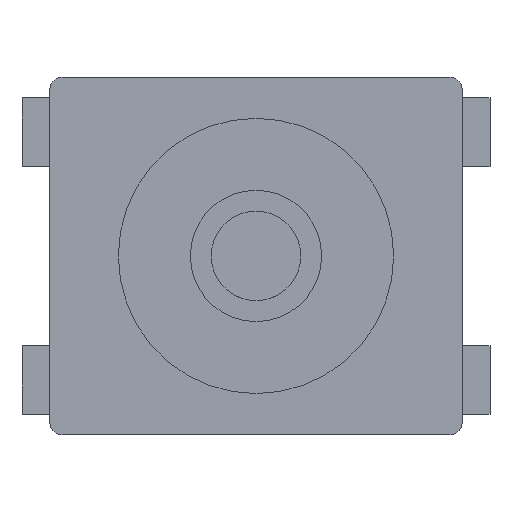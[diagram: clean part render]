
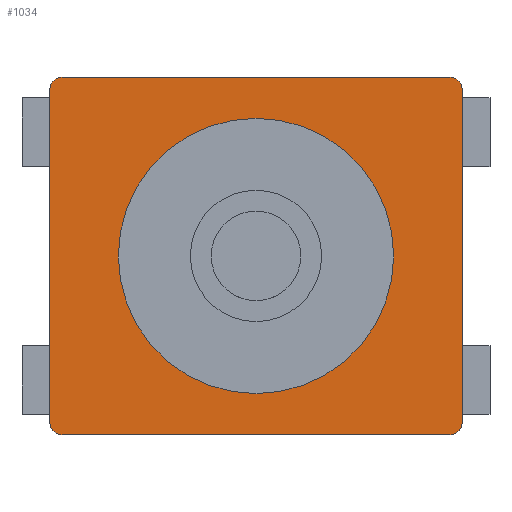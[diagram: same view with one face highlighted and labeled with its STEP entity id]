
A CAD part, top view. The second image highlights one B-rep face of the part: STEP entity #1034.
In plain terms, the highlighted planar face has unit normal (0, 0, 1).
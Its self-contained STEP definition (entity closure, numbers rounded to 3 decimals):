
#2 = VERTEX_POINT ( 'NONE', #2322 ) ;
#14 = CARTESIAN_POINT ( 'NONE',  ( 1., 0., 0.48 ) ) ;
#46 = VERTEX_POINT ( 'NONE', #1399 ) ;
#63 = AXIS2_PLACEMENT_3D ( 'NONE', #77, #998, #972 ) ;
#77 = CARTESIAN_POINT ( 'NONE',  ( 1.4, 1.2, 0.48 ) ) ;
#94 = CARTESIAN_POINT ( 'NONE',  ( -1., 0., 0.48 ) ) ;
#98 = DIRECTION ( 'NONE',  ( 1., 0., 0. ) ) ;
#101 = VECTOR ( 'NONE', #1169, 1000. ) ;
#141 = VERTEX_POINT ( 'NONE', #1483 ) ;
#189 = VERTEX_POINT ( 'NONE', #1678 ) ;
#193 = EDGE_CURVE ( 'NONE', #46, #764, #2292, .T. ) ;
#200 = CARTESIAN_POINT ( 'NONE',  ( -1.4, 1.2, 0.48 ) ) ;
#205 = PLANE ( 'NONE',  #1051 ) ;
#209 = VERTEX_POINT ( 'NONE', #14 ) ;
#233 = LINE ( 'NONE', #742, #1700 ) ;
#268 = EDGE_CURVE ( 'NONE', #2, #572, #2207, .T. ) ;
#304 = CARTESIAN_POINT ( 'NONE',  ( -1.4, -1.2, 0.48 ) ) ;
#310 = EDGE_CURVE ( 'NONE', #141, #1171, #1439, .T. ) ;
#329 = VECTOR ( 'NONE', #919, 1000. ) ;
#353 = LINE ( 'NONE', #2174, #329 ) ;
#366 = AXIS2_PLACEMENT_3D ( 'NONE', #2256, #1144, #1545 ) ;
#440 = DIRECTION ( 'NONE',  ( 0., 0., 1. ) ) ;
#498 = ORIENTED_EDGE ( 'NONE', *, *, #954, .F. ) ;
#557 = DIRECTION ( 'NONE',  ( 1., 0., 0. ) ) ;
#572 = VERTEX_POINT ( 'NONE', #2304 ) ;
#741 = FACE_BOUND ( 'NONE', #979, .T. ) ;
#742 = CARTESIAN_POINT ( 'NONE',  ( -1.5, 1.3, 0.48 ) ) ;
#764 = VERTEX_POINT ( 'NONE', #2280 ) ;
#765 = DIRECTION ( 'NONE',  ( -1., 0., 0. ) ) ;
#807 = VERTEX_POINT ( 'NONE', #94 ) ;
#811 = EDGE_CURVE ( 'NONE', #189, #1744, #1493, .T. ) ;
#824 = DIRECTION ( 'NONE',  ( 1., 0., 0. ) ) ;
#883 = CARTESIAN_POINT ( 'NONE',  ( 1.4, 1.3, 0.48 ) ) ;
#893 = FACE_OUTER_BOUND ( 'NONE', #1530, .T. ) ;
#919 = DIRECTION ( 'NONE',  ( 0., 1., 0. ) ) ;
#939 = ORIENTED_EDGE ( 'NONE', *, *, #310, .T. ) ;
#954 = EDGE_CURVE ( 'NONE', #807, #209, #1767, .T. ) ;
#972 = DIRECTION ( 'NONE',  ( 1., 0., 0. ) ) ;
#978 = CARTESIAN_POINT ( 'NONE',  ( -1.5, 1.3, 0.48 ) ) ;
#979 = EDGE_LOOP ( 'NONE', ( #498, #2182 ) ) ;
#998 = DIRECTION ( 'NONE',  ( 0., 0., 1. ) ) ;
#1011 = EDGE_CURVE ( 'NONE', #764, #2, #1120, .T. ) ;
#1012 = DIRECTION ( 'NONE',  ( 1., 0., 0. ) ) ;
#1029 = DIRECTION ( 'NONE',  ( 0., 0., 1. ) ) ;
#1034 = ADVANCED_FACE ( 'NONE', ( #741, #893 ), #205, .T. ) ;
#1051 = AXIS2_PLACEMENT_3D ( 'NONE', #1452, #1865, #557 ) ;
#1057 = ORIENTED_EDGE ( 'NONE', *, *, #1011, .T. ) ;
#1100 = EDGE_CURVE ( 'NONE', #1171, #189, #353, .T. ) ;
#1120 = LINE ( 'NONE', #978, #101 ) ;
#1144 = DIRECTION ( 'NONE',  ( 0., 0., 1. ) ) ;
#1155 = AXIS2_PLACEMENT_3D ( 'NONE', #304, #440, #98 ) ;
#1169 = DIRECTION ( 'NONE',  ( 0., -1., 0. ) ) ;
#1171 = VERTEX_POINT ( 'NONE', #1814 ) ;
#1233 = AXIS2_PLACEMENT_3D ( 'NONE', #200, #1335, #2242 ) ;
#1285 = DIRECTION ( 'NONE',  ( 0., 0., 1. ) ) ;
#1335 = DIRECTION ( 'NONE',  ( 0., 0., 1. ) ) ;
#1345 = CARTESIAN_POINT ( 'NONE',  ( -1.5, -1.3, 0.48 ) ) ;
#1399 = CARTESIAN_POINT ( 'NONE',  ( -1.4, 1.3, 0.48 ) ) ;
#1439 = CIRCLE ( 'NONE', #2094, 0.1 ) ;
#1452 = CARTESIAN_POINT ( 'NONE',  ( 0., 0., 0.48 ) ) ;
#1483 = CARTESIAN_POINT ( 'NONE',  ( 1.4, -1.3, 0.48 ) ) ;
#1493 = CIRCLE ( 'NONE', #63, 0.1 ) ;
#1530 = EDGE_LOOP ( 'NONE', ( #2002, #1592, #1057, #1712, #2041, #939, #1797, #2234 ) ) ;
#1545 = DIRECTION ( 'NONE',  ( 1., 0., 0. ) ) ;
#1554 = EDGE_CURVE ( 'NONE', #209, #807, #1849, .T. ) ;
#1592 = ORIENTED_EDGE ( 'NONE', *, *, #193, .T. ) ;
#1625 = EDGE_CURVE ( 'NONE', #572, #141, #2104, .T. ) ;
#1670 = CARTESIAN_POINT ( 'NONE',  ( 0., 0., 0.48 ) ) ;
#1678 = CARTESIAN_POINT ( 'NONE',  ( 1.5, 1.2, 0.48 ) ) ;
#1700 = VECTOR ( 'NONE', #765, 1000. ) ;
#1712 = ORIENTED_EDGE ( 'NONE', *, *, #268, .T. ) ;
#1744 = VERTEX_POINT ( 'NONE', #883 ) ;
#1764 = CARTESIAN_POINT ( 'NONE',  ( 1.4, -1.2, 0.48 ) ) ;
#1767 = CIRCLE ( 'NONE', #366, 1. ) ;
#1779 = EDGE_CURVE ( 'NONE', #1744, #46, #233, .T. ) ;
#1797 = ORIENTED_EDGE ( 'NONE', *, *, #1100, .T. ) ;
#1814 = CARTESIAN_POINT ( 'NONE',  ( 1.5, -1.2, 0.48 ) ) ;
#1849 = CIRCLE ( 'NONE', #2346, 1. ) ;
#1865 = DIRECTION ( 'NONE',  ( 0., 0., 1. ) ) ;
#2002 = ORIENTED_EDGE ( 'NONE', *, *, #1779, .T. ) ;
#2005 = VECTOR ( 'NONE', #824, 1000. ) ;
#2041 = ORIENTED_EDGE ( 'NONE', *, *, #1625, .T. ) ;
#2063 = DIRECTION ( 'NONE',  ( 1., 0., 0. ) ) ;
#2094 = AXIS2_PLACEMENT_3D ( 'NONE', #1764, #1029, #1012 ) ;
#2104 = LINE ( 'NONE', #1345, #2005 ) ;
#2174 = CARTESIAN_POINT ( 'NONE',  ( 1.5, 1.3, 0.48 ) ) ;
#2182 = ORIENTED_EDGE ( 'NONE', *, *, #1554, .F. ) ;
#2207 = CIRCLE ( 'NONE', #1155, 0.1 ) ;
#2234 = ORIENTED_EDGE ( 'NONE', *, *, #811, .T. ) ;
#2242 = DIRECTION ( 'NONE',  ( 1., 0., 0. ) ) ;
#2256 = CARTESIAN_POINT ( 'NONE',  ( 0., 0., 0.48 ) ) ;
#2280 = CARTESIAN_POINT ( 'NONE',  ( -1.5, 1.2, 0.48 ) ) ;
#2292 = CIRCLE ( 'NONE', #1233, 0.1 ) ;
#2304 = CARTESIAN_POINT ( 'NONE',  ( -1.4, -1.3, 0.48 ) ) ;
#2322 = CARTESIAN_POINT ( 'NONE',  ( -1.5, -1.2, 0.48 ) ) ;
#2346 = AXIS2_PLACEMENT_3D ( 'NONE', #1670, #1285, #2063 ) ;
